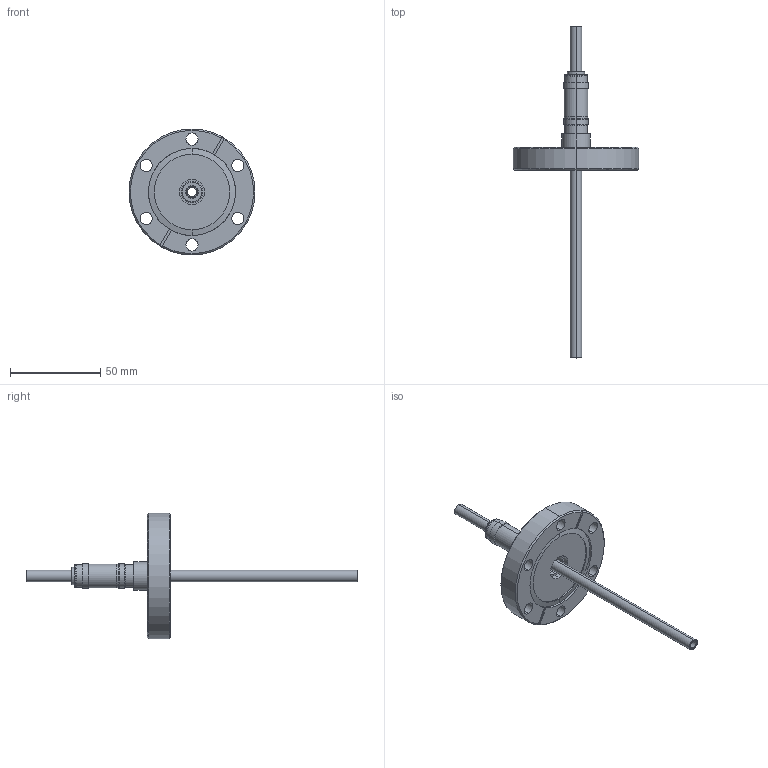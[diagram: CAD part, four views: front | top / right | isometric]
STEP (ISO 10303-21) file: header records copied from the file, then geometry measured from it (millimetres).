
FILE_DESCRIPTION (( 'STEP AP203' ), '1' );
FILE_NAME ('A0113-2-CF.STEP', '2013-06-12T12:39:31', ( '' ), ( '' ), 'SwSTEP 2.0', 'SolidWorks 2012', '' );
FILE_SCHEMA (( 'CONFIG_CONTROL_DESIGN' ));
Length unit declared in the file: inch
Products named in the file (1): A0113-2-CF
Bounding box: 69.85 x 184.15 x 69.85 mm (x, y, z)
Volume: 48807 mm3; surface area: 22586 mm2
Topology: 1 solids, 1 shells, 106 faces, 244 edges, 156 vertices
Faces by surface type: cylinder 58, plane 26, cone 16, bspline 6
Entity records: 3705 total; most frequent: CARTESIAN_POINT 1093, DIRECTION 584, ORIENTED_EDGE 488, AXIS2_PLACEMENT_3D 249, EDGE_CURVE 244, VERTEX_POINT 156, CIRCLE 148, EDGE_LOOP 136
